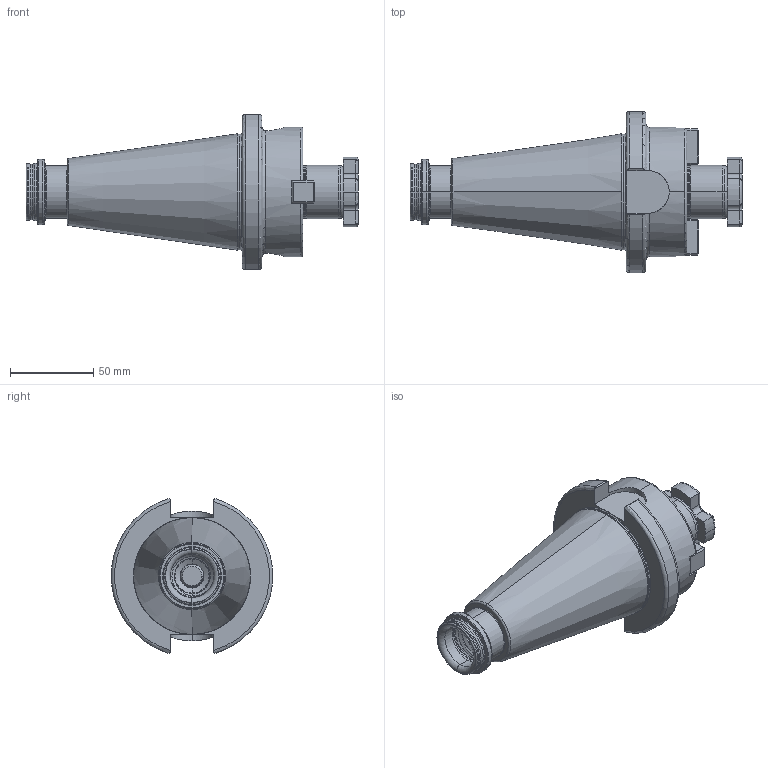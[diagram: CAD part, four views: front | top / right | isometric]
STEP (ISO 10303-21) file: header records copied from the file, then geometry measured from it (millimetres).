
FILE_DESCRIPTION (( 'STEP AP203' ), '1' );
FILE_NAME ('501.11.32.STEP', '2016-11-26T05:32:46', ( '' ), ( '' ), 'SwSTEP 2.0', 'SolidWorks 2012', '' );
FILE_SCHEMA (( 'CONFIG_CONTROL_DESIGN' ));
Length unit declared in the file: millimetre
Products named in the file (5): 102.11.32_M5xP0.8-14L; 十字螺絲FMB32; 面銑刀墊塊32; 501.11.32
Assembly tree (6 placements, depth 2):
  501.11.32
    501.11.32
    十字螺絲FMB32
    面銑刀墊塊32  x2
    102.11.32_M5xP0.8-14L  x2
Bounding box: 199.8 x 96.94 x 93.3 mm (x, y, z)
Volume: 454001.2 mm3; surface area: 70241.1 mm2
Topology: 6 solids, 6 shells, 527 faces, 1331 edges, 823 vertices
Faces by surface type: cylinder 246, plane 135, torus 66, cone 54, bspline 26
Entity records: 27137 total; most frequent: CARTESIAN_POINT 17228, ORIENTED_EDGE 2178, DIRECTION 1794, EDGE_CURVE 1089, AXIS2_PLACEMENT_3D 694, VERTEX_POINT 678, EDGE_LOOP 439, FACE_OUTER_BOUND 427
